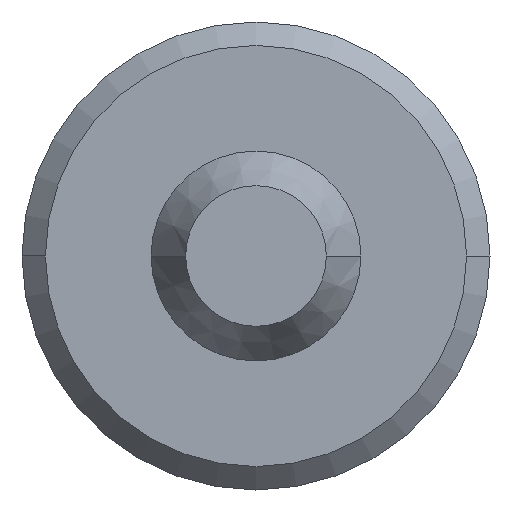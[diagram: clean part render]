
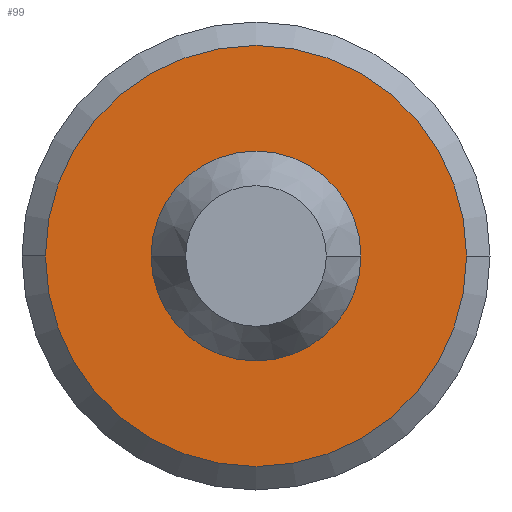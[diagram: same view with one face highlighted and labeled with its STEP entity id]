
A CAD part, front view. The second image highlights one B-rep face of the part: STEP entity #99.
In plain terms, the highlighted planar face has unit normal (0, -1, 0).
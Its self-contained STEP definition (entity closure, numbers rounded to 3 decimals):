
#99 = ADVANCED_FACE( '', ( #150, #151 ), #152, .T. );
#150 = FACE_BOUND( '', #202, .T. );
#151 = FACE_OUTER_BOUND( '', #203, .T. );
#152 = PLANE( '', #204 );
#202 = EDGE_LOOP( '', ( #383, #384 ) );
#203 = EDGE_LOOP( '', ( #385, #386 ) );
#204 = AXIS2_PLACEMENT_3D( '', #387, #388, #389 );
#383 = ORIENTED_EDGE( '', *, *, #436, .T. );
#384 = ORIENTED_EDGE( '', *, *, #423, .T. );
#385 = ORIENTED_EDGE( '', *, *, #398, .F. );
#386 = ORIENTED_EDGE( '', *, *, #442, .F. );
#387 = CARTESIAN_POINT( '', ( 6.04, -36., 0. ) );
#388 = DIRECTION( '', ( 0., -1., 0. ) );
#389 = DIRECTION( '', ( -1., 0., 0. ) );
#398 = EDGE_CURVE( '', #458, #460, #461, .T. );
#423 = EDGE_CURVE( '', #502, #504, #506, .T. );
#436 = EDGE_CURVE( '', #504, #502, #525, .T. );
#442 = EDGE_CURVE( '', #460, #458, #531, .T. );
#458 = VERTEX_POINT( '', #551 );
#460 = VERTEX_POINT( '', #554 );
#461 = CIRCLE( '', #555, 8.09 );
#502 = VERTEX_POINT( '', #607 );
#504 = VERTEX_POINT( '', #610 );
#506 = CIRCLE( '', #613, 4.03 );
#525 = CIRCLE( '', #639, 4.03 );
#531 = CIRCLE( '', #645, 8.09 );
#551 = CARTESIAN_POINT( '', ( 8.09, -36., 0. ) );
#554 = CARTESIAN_POINT( '', ( -8.09, -36., 0. ) );
#555 = AXIS2_PLACEMENT_3D( '', #662, #663, #664 );
#607 = CARTESIAN_POINT( '', ( 4.03, -36., 0. ) );
#610 = CARTESIAN_POINT( '', ( -4.03, -36., 0. ) );
#613 = AXIS2_PLACEMENT_3D( '', #711, #712, #713 );
#639 = AXIS2_PLACEMENT_3D( '', #736, #737, #738 );
#645 = AXIS2_PLACEMENT_3D( '', #754, #755, #756 );
#662 = CARTESIAN_POINT( '', ( 0., -36., 0. ) );
#663 = DIRECTION( '', ( 0., 1., 0. ) );
#664 = DIRECTION( '', ( 1., 0., 0. ) );
#711 = CARTESIAN_POINT( '', ( 0., -36., 0. ) );
#712 = DIRECTION( '', ( 0., 1., 0. ) );
#713 = DIRECTION( '', ( 1., 0., 0. ) );
#736 = CARTESIAN_POINT( '', ( 0., -36., 0. ) );
#737 = DIRECTION( '', ( 0., 1., 0. ) );
#738 = DIRECTION( '', ( 1., 0., 0. ) );
#754 = CARTESIAN_POINT( '', ( 0., -36., 0. ) );
#755 = DIRECTION( '', ( 0., 1., 0. ) );
#756 = DIRECTION( '', ( 1., 0., 0. ) );
